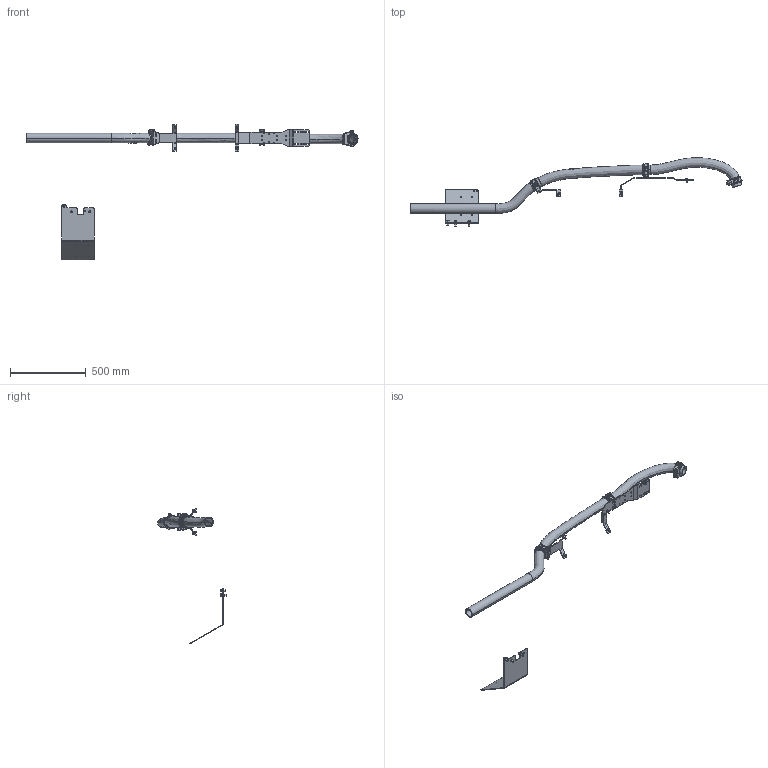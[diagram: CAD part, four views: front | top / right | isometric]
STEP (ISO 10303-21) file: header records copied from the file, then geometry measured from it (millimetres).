
FILE_DESCRIPTION (( 'STEP AP203' ), '1' );
FILE_NAME ('P2164-2.STEP', '2020-02-25T07:36:37', ( '' ), ( '' ), 'SwSTEP 2.0', 'SolidWorks 2017', '' );
FILE_SCHEMA (( 'CONFIG_CONTROL_DESIGN' ));
Products named in the file (1): P2164-2
Bounding box: 2186.59 x 451.08 x 895.31 mm (x, y, z)
Surface area: 1382944.1 mm2 (no closed solid volume)
Topology: 0 solids, 41 shells, 4334 faces, 11528 edges, 7468 vertices
Faces by surface type: plane 1803, bspline 1284, cylinder 986, cone 165, torus 60, sphere 36
Entity records: 238082 total; most frequent: CARTESIAN_POINT 139705, ORIENTED_EDGE 22774, DIRECTION 16767, EDGE_CURVE 11402, VERTEX_POINT 7432, AXIS2_PLACEMENT_3D 5696, VECTOR 5375, LINE 5375
